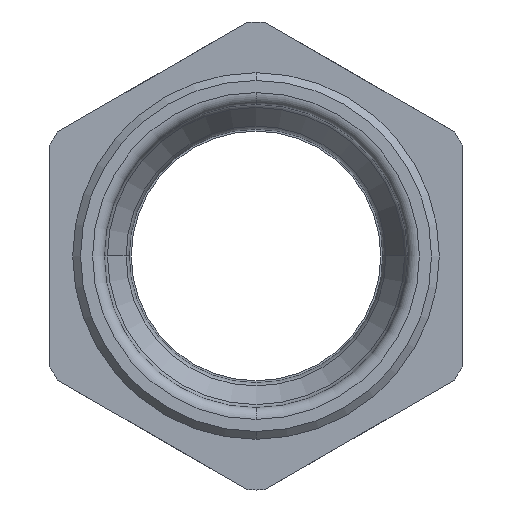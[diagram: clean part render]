
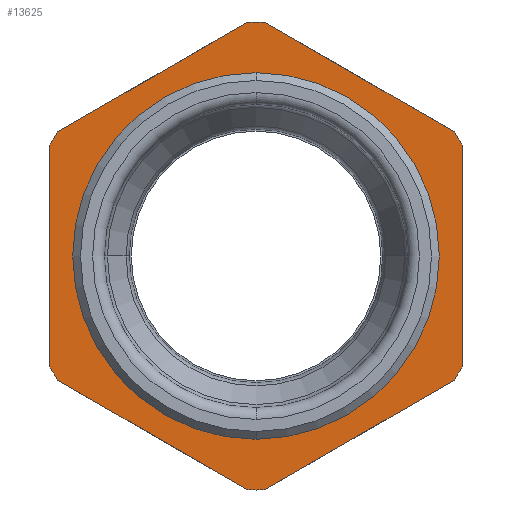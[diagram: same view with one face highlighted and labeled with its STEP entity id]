
A CAD part, front view. The second image highlights one B-rep face of the part: STEP entity #13625.
In plain terms, the highlighted planar face has unit normal (0, -1, 0).
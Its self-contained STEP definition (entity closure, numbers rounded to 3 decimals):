
#393 = EDGE_CURVE ( 'NONE', #24326, #11082, #26022, .T. ) ;
#708 = ORIENTED_EDGE ( 'NONE', *, *, #26747, .T. ) ;
#787 = ORIENTED_EDGE ( 'NONE', *, *, #24806, .T. ) ;
#800 = AXIS2_PLACEMENT_3D ( 'NONE', #11399, #26856, #13633 ) ;
#1645 = EDGE_CURVE ( 'NONE', #21732, #20803, #21063, .T. ) ;
#1699 = CARTESIAN_POINT ( 'NONE',  ( 25.428, -9.75, -15.918 ) ) ;
#1774 = VECTOR ( 'NONE', #14147, 1000. ) ;
#1783 = CIRCLE ( 'NONE', #800, 30. ) ;
#1816 = DIRECTION ( 'NONE',  ( 0., -1., 0. ) ) ;
#2040 = DIRECTION ( 'NONE',  ( 0., 0., -1. ) ) ;
#2215 = CARTESIAN_POINT ( 'NONE',  ( 0., -9.75, 0. ) ) ;
#2216 = DIRECTION ( 'NONE',  ( 0., 0., -1. ) ) ;
#2305 = ORIENTED_EDGE ( 'NONE', *, *, #19979, .T. ) ;
#2406 = EDGE_CURVE ( 'NONE', #13273, #24326, #12005, .T. ) ;
#2694 = ORIENTED_EDGE ( 'NONE', *, *, #4390, .T. ) ;
#2752 = CARTESIAN_POINT ( 'NONE',  ( -1.072, -9.75, 29.981 ) ) ;
#3776 = ORIENTED_EDGE ( 'NONE', *, *, #4012, .T. ) ;
#3854 = ORIENTED_EDGE ( 'NONE', *, *, #4459, .T. ) ;
#3943 = EDGE_LOOP ( 'NONE', ( #22460, #4636 ) ) ;
#4012 = EDGE_CURVE ( 'NONE', #22781, #18450, #27519, .T. ) ;
#4231 = EDGE_CURVE ( 'NONE', #10501, #5260, #19631, .T. ) ;
#4390 = EDGE_CURVE ( 'NONE', #10539, #28102, #7782, .T. ) ;
#4426 = DIRECTION ( 'NONE',  ( 0., 0., -1. ) ) ;
#4459 = EDGE_CURVE ( 'NONE', #7335, #13963, #11625, .T. ) ;
#4605 = CARTESIAN_POINT ( 'NONE',  ( 1.072, -9.75, -29.981 ) ) ;
#4636 = ORIENTED_EDGE ( 'NONE', *, *, #24468, .T. ) ;
#5073 = CARTESIAN_POINT ( 'NONE',  ( 1.072, -9.75, 29.981 ) ) ;
#5209 = FACE_BOUND ( 'NONE', #3943, .T. ) ;
#5260 = VERTEX_POINT ( 'NONE', #22165 ) ;
#5750 = DIRECTION ( 'NONE',  ( 0., 1., 0. ) ) ;
#5845 = DIRECTION ( 'NONE',  ( 0., 0., 1. ) ) ;
#6205 = EDGE_CURVE ( 'NONE', #22566, #7335, #19243, .T. ) ;
#6291 = VECTOR ( 'NONE', #9686, 1000. ) ;
#6461 = AXIS2_PLACEMENT_3D ( 'NONE', #8879, #10933, #24123 ) ;
#7102 = ORIENTED_EDGE ( 'NONE', *, *, #11482, .T. ) ;
#7335 = VERTEX_POINT ( 'NONE', #20151 ) ;
#7751 = AXIS2_PLACEMENT_3D ( 'NONE', #28500, #15276, #2040 ) ;
#7782 = CIRCLE ( 'NONE', #11939, 30. ) ;
#7878 = AXIS2_PLACEMENT_3D ( 'NONE', #28659, #15445, #2216 ) ;
#8376 = CARTESIAN_POINT ( 'NONE',  ( 0., -9.75, -30. ) ) ;
#8410 = ORIENTED_EDGE ( 'NONE', *, *, #15937, .T. ) ;
#8651 = DIRECTION ( 'NONE',  ( 0., 1., 0. ) ) ;
#8728 = DIRECTION ( 'NONE',  ( -0.866, 0., 0.5 ) ) ;
#8837 = CARTESIAN_POINT ( 'NONE',  ( -26.5, -9.75, 14.062 ) ) ;
#8879 = CARTESIAN_POINT ( 'NONE',  ( 0., -9.75, 0. ) ) ;
#8952 = AXIS2_PLACEMENT_3D ( 'NONE', #19047, #5750, #21267 ) ;
#9686 = DIRECTION ( 'NONE',  ( 0.866, 0., 0.5 ) ) ;
#10270 = CARTESIAN_POINT ( 'NONE',  ( -26.5, -9.75, 15.3 ) ) ;
#10501 = VERTEX_POINT ( 'NONE', #17137 ) ;
#10539 = VERTEX_POINT ( 'NONE', #8376 ) ;
#10597 = VECTOR ( 'NONE', #11292, 1000. ) ;
#10687 = CARTESIAN_POINT ( 'NONE',  ( 26.5, -9.75, 15.3 ) ) ;
#10933 = DIRECTION ( 'NONE',  ( 0., -1., 0. ) ) ;
#11082 = VERTEX_POINT ( 'NONE', #8837 ) ;
#11292 = DIRECTION ( 'NONE',  ( 0.866, 0., -0.5 ) ) ;
#11303 = DIRECTION ( 'NONE',  ( 0., -1., 0. ) ) ;
#11399 = CARTESIAN_POINT ( 'NONE',  ( 0., -9.75, 0. ) ) ;
#11482 = EDGE_CURVE ( 'NONE', #28102, #22566, #23997, .T. ) ;
#11625 = LINE ( 'NONE', #10687, #24801 ) ;
#11939 = AXIS2_PLACEMENT_3D ( 'NONE', #15055, #1816, #17295 ) ;
#12005 = LINE ( 'NONE', #10270, #17926 ) ;
#12111 = AXIS2_PLACEMENT_3D ( 'NONE', #2215, #17695, #4426 ) ;
#12361 = CARTESIAN_POINT ( 'NONE',  ( -25.428, -9.75, 15.918 ) ) ;
#13273 = VERTEX_POINT ( 'NONE', #2752 ) ;
#13438 = ORIENTED_EDGE ( 'NONE', *, *, #1645, .T. ) ;
#13477 = ORIENTED_EDGE ( 'NONE', *, *, #393, .T. ) ;
#13625 = ADVANCED_FACE ( 'NONE', ( #5209, #22207 ), #27542, .F. ) ;
#13633 = DIRECTION ( 'NONE',  ( 0., 0., -1. ) ) ;
#13827 = CIRCLE ( 'NONE', #7751, 30. ) ;
#13963 = VERTEX_POINT ( 'NONE', #14907 ) ;
#14147 = DIRECTION ( 'NONE',  ( 0., 0., -1. ) ) ;
#14415 = DIRECTION ( 'NONE',  ( 0., 0., 1. ) ) ;
#14628 = DIRECTION ( 'NONE',  ( -0.866, 0., -0.5 ) ) ;
#14907 = CARTESIAN_POINT ( 'NONE',  ( 26.5, -9.75, 14.062 ) ) ;
#15055 = CARTESIAN_POINT ( 'NONE',  ( 0., -9.75, 0. ) ) ;
#15276 = DIRECTION ( 'NONE',  ( 0., -1., 0. ) ) ;
#15445 = DIRECTION ( 'NONE',  ( 0., -1., 0. ) ) ;
#15740 = CARTESIAN_POINT ( 'NONE',  ( 0., -9.75, -30.6 ) ) ;
#15781 = CARTESIAN_POINT ( 'NONE',  ( -25.428, -9.75, -15.918 ) ) ;
#15932 = EDGE_LOOP ( 'NONE', ( #22314, #13477, #787, #25686, #3776, #708, #2694, #7102, #26294, #3854, #2305, #13438, #8410 ) ) ;
#15933 = AXIS2_PLACEMENT_3D ( 'NONE', #21963, #8651, #24184 ) ;
#15937 = EDGE_CURVE ( 'NONE', #20803, #13273, #18745, .T. ) ;
#15953 = EDGE_CURVE ( 'NONE', #24971, #22781, #1783, .T. ) ;
#17137 = CARTESIAN_POINT ( 'NONE',  ( 0., -9.75, 23.49 ) ) ;
#17295 = DIRECTION ( 'NONE',  ( 0., 0., -1. ) ) ;
#17695 = DIRECTION ( 'NONE',  ( 0., -1., 0. ) ) ;
#17926 = VECTOR ( 'NONE', #14628, 1000. ) ;
#18427 = CARTESIAN_POINT ( 'NONE',  ( -1.072, -9.75, -29.981 ) ) ;
#18450 = VERTEX_POINT ( 'NONE', #18427 ) ;
#18735 = LINE ( 'NONE', #27354, #1774 ) ;
#18745 = CIRCLE ( 'NONE', #25085, 30. ) ;
#19047 = CARTESIAN_POINT ( 'NONE',  ( 0., -9.75, 0. ) ) ;
#19243 = CIRCLE ( 'NONE', #12111, 30. ) ;
#19631 = CIRCLE ( 'NONE', #8952, 23.49 ) ;
#19979 = EDGE_CURVE ( 'NONE', #13963, #21732, #22653, .T. ) ;
#20151 = CARTESIAN_POINT ( 'NONE',  ( 26.5, -9.75, -14.062 ) ) ;
#20199 = CARTESIAN_POINT ( 'NONE',  ( 25.428, -9.75, 15.918 ) ) ;
#20763 = CARTESIAN_POINT ( 'NONE',  ( 26.5, -9.75, -15.3 ) ) ;
#20803 = VERTEX_POINT ( 'NONE', #5073 ) ;
#21063 = LINE ( 'NONE', #28545, #24848 ) ;
#21267 = DIRECTION ( 'NONE',  ( 0., 0., 1. ) ) ;
#21732 = VERTEX_POINT ( 'NONE', #20199 ) ;
#21963 = CARTESIAN_POINT ( 'NONE',  ( 0., -9.75, 0. ) ) ;
#22165 = CARTESIAN_POINT ( 'NONE',  ( 0., -9.75, -23.49 ) ) ;
#22207 = FACE_OUTER_BOUND ( 'NONE', #15932, .T. ) ;
#22314 = ORIENTED_EDGE ( 'NONE', *, *, #2406, .T. ) ;
#22460 = ORIENTED_EDGE ( 'NONE', *, *, #4231, .T. ) ;
#22566 = VERTEX_POINT ( 'NONE', #1699 ) ;
#22653 = CIRCLE ( 'NONE', #7878, 30. ) ;
#22781 = VERTEX_POINT ( 'NONE', #15781 ) ;
#22855 = AXIS2_PLACEMENT_3D ( 'NONE', #23248, #27638, #14415 ) ;
#22889 = CIRCLE ( 'NONE', #15933, 23.49 ) ;
#23248 = CARTESIAN_POINT ( 'NONE',  ( -30., -9.75, 0. ) ) ;
#23997 = LINE ( 'NONE', #20763, #6291 ) ;
#24123 = DIRECTION ( 'NONE',  ( 0., 0., -1. ) ) ;
#24184 = DIRECTION ( 'NONE',  ( 0., 0., 1. ) ) ;
#24326 = VERTEX_POINT ( 'NONE', #12361 ) ;
#24468 = EDGE_CURVE ( 'NONE', #5260, #10501, #22889, .T. ) ;
#24581 = CARTESIAN_POINT ( 'NONE',  ( 0., -9.75, 0. ) ) ;
#24801 = VECTOR ( 'NONE', #5845, 1000. ) ;
#24806 = EDGE_CURVE ( 'NONE', #11082, #24971, #18735, .T. ) ;
#24848 = VECTOR ( 'NONE', #8728, 1000. ) ;
#24971 = VERTEX_POINT ( 'NONE', #27743 ) ;
#25085 = AXIS2_PLACEMENT_3D ( 'NONE', #24581, #11303, #26759 ) ;
#25686 = ORIENTED_EDGE ( 'NONE', *, *, #15953, .T. ) ;
#26022 = CIRCLE ( 'NONE', #6461, 30. ) ;
#26294 = ORIENTED_EDGE ( 'NONE', *, *, #6205, .T. ) ;
#26747 = EDGE_CURVE ( 'NONE', #18450, #10539, #13827, .T. ) ;
#26759 = DIRECTION ( 'NONE',  ( 0., 0., -1. ) ) ;
#26856 = DIRECTION ( 'NONE',  ( 0., -1., 0. ) ) ;
#27354 = CARTESIAN_POINT ( 'NONE',  ( -26.5, -9.75, -15.3 ) ) ;
#27519 = LINE ( 'NONE', #15740, #10597 ) ;
#27542 = PLANE ( 'NONE',  #22855 ) ;
#27638 = DIRECTION ( 'NONE',  ( 0., 1., 0. ) ) ;
#27743 = CARTESIAN_POINT ( 'NONE',  ( -26.5, -9.75, -14.062 ) ) ;
#28102 = VERTEX_POINT ( 'NONE', #4605 ) ;
#28500 = CARTESIAN_POINT ( 'NONE',  ( 0., -9.75, 0. ) ) ;
#28545 = CARTESIAN_POINT ( 'NONE',  ( 0., -9.75, 30.6 ) ) ;
#28659 = CARTESIAN_POINT ( 'NONE',  ( 0., -9.75, 0. ) ) ;
